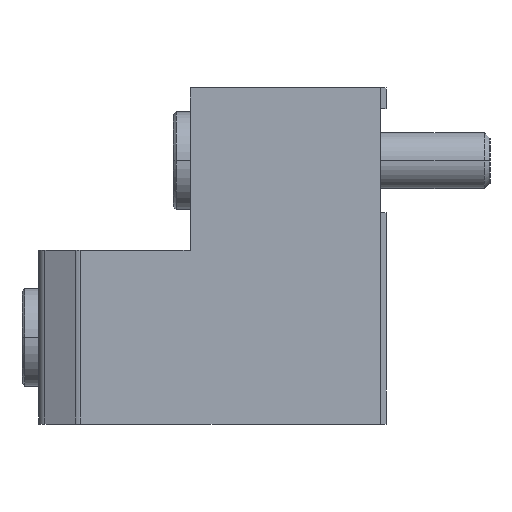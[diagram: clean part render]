
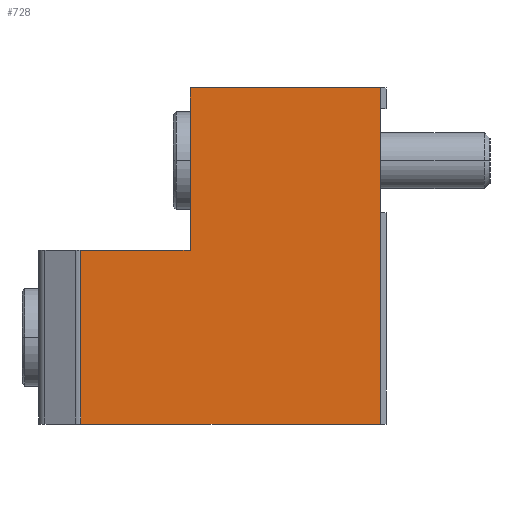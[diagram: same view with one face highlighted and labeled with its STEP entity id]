
A CAD part, left-side view. The second image highlights one B-rep face of the part: STEP entity #728.
In plain terms, the highlighted planar face has unit normal (-1, 0, 0).
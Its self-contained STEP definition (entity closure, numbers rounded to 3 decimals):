
#399=PLANE('',#6968);
#728=ADVANCED_FACE('',(#1179),#399,.T.);
#1179=FACE_OUTER_BOUND('',#1543,.T.);
#1543=EDGE_LOOP('',(#3454,#3455,#3456,#3457,#3458,#3459));
#1942=LINE('',#10062,#2521);
#1971=LINE('',#10175,#2550);
#1976=LINE('',#10256,#2555);
#1991=LINE('',#10508,#2570);
#1993=LINE('',#10511,#2572);
#1994=LINE('',#10513,#2573);
#2521=VECTOR('',#7765,1.);
#2550=VECTOR('',#7814,1.);
#2555=VECTOR('',#7843,1.);
#2570=VECTOR('',#7910,1.);
#2572=VECTOR('',#7914,1.);
#2573=VECTOR('',#7915,1.);
#3454=ORIENTED_EDGE('',*,*,#5691,.F.);
#3455=ORIENTED_EDGE('',*,*,#5636,.T.);
#3456=ORIENTED_EDGE('',*,*,#5671,.T.);
#3457=ORIENTED_EDGE('',*,*,#5731,.T.);
#3458=ORIENTED_EDGE('',*,*,#5733,.F.);
#3459=ORIENTED_EDGE('',*,*,#5734,.T.);
#4953=VERTEX_POINT('',#10060);
#4955=VERTEX_POINT('',#10063);
#4980=VERTEX_POINT('',#10174);
#4997=VERTEX_POINT('',#10257);
#5019=VERTEX_POINT('',#10507);
#5020=VERTEX_POINT('',#10512);
#5636=EDGE_CURVE('',#4955,#4953,#1942,.T.);
#5671=EDGE_CURVE('',#4953,#4980,#1971,.T.);
#5691=EDGE_CURVE('',#4955,#4997,#1976,.T.);
#5731=EDGE_CURVE('',#4980,#5019,#1991,.T.);
#5733=EDGE_CURVE('',#5020,#5019,#1993,.T.);
#5734=EDGE_CURVE('',#5020,#4997,#1994,.T.);
#6968=AXIS2_PLACEMENT_3D('',#10514,#7916,#7917);
#7765=DIRECTION('',(0.,0.,1.));
#7814=DIRECTION('',(0.,1.,0.));
#7843=DIRECTION('',(0.,1.,0.));
#7910=DIRECTION('',(0.,0.,-1.));
#7914=DIRECTION('',(0.,-1.,0.));
#7915=DIRECTION('',(0.,0.,-1.));
#7916=DIRECTION('',(-1.,0.,0.));
#7917=DIRECTION('',(0.,0.,1.));
#10060=CARTESIAN_POINT('',(-96.5,-157.5,110.));
#10062=CARTESIAN_POINT('',(-96.5,-157.5,50.));
#10063=CARTESIAN_POINT('',(-96.5,-157.5,50.));
#10174=CARTESIAN_POINT('',(-96.5,-123.5,110.));
#10175=CARTESIAN_POINT('',(-96.5,-157.5,110.));
#10256=CARTESIAN_POINT('',(-96.5,-157.5,50.));
#10257=CARTESIAN_POINT('',(-96.5,-103.972,50.));
#10507=CARTESIAN_POINT('',(-96.5,-123.5,81.));
#10508=CARTESIAN_POINT('',(-96.5,-123.5,110.));
#10511=CARTESIAN_POINT('',(-96.5,-103.972,81.));
#10512=CARTESIAN_POINT('',(-96.5,-103.972,81.));
#10513=CARTESIAN_POINT('',(-96.5,-103.972,81.));
#10514=CARTESIAN_POINT('',(-96.5,-157.5,50.));
